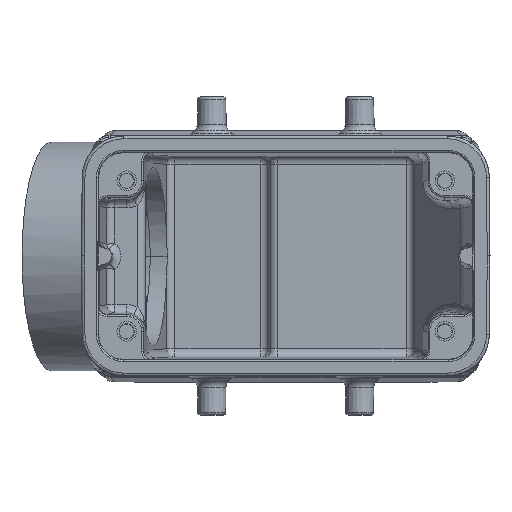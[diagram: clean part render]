
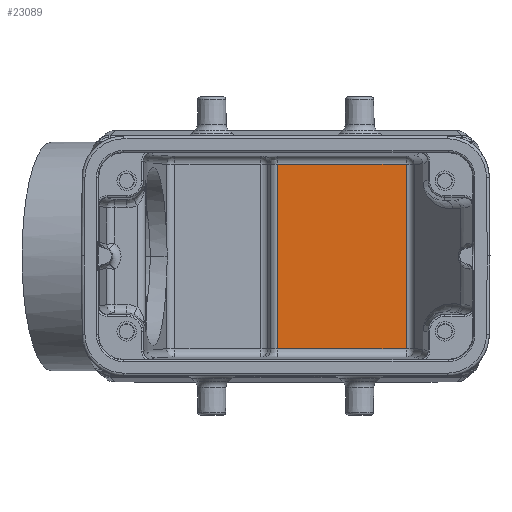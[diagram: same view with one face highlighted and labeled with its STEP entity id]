
A CAD part, top view. The second image highlights one B-rep face of the part: STEP entity #23089.
In plain terms, the highlighted planar face has unit normal (0, 0, 1).
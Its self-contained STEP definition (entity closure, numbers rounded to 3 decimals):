
#6063=DIRECTION('',(0.,1.,0.));
#6064=VECTOR('',#6063,33.092);
#6065=CARTESIAN_POINT('',(21.573,-16.546,-65.));
#6066=LINE('',#6065,#6064);
#6082=DIRECTION('',(-1.,0.,0.));
#6083=VECTOR('',#6082,23.067);
#6084=CARTESIAN_POINT('',(21.573,16.546,-65.));
#6085=LINE('',#6084,#6083);
#6094=DIRECTION('',(1.,0.,0.));
#6095=VECTOR('',#6094,23.067);
#6096=CARTESIAN_POINT('',(-1.493,-16.546,
-65.));
#6097=LINE('',#6096,#6095);
#6130=DIRECTION('',(0.,-1.,0.));
#6131=VECTOR('',#6130,33.092);
#6132=CARTESIAN_POINT('',(-1.493,16.546,
-65.));
#6133=LINE('',#6132,#6131);
#10606=CARTESIAN_POINT('',(21.573,-16.546,-65.));
#10607=VERTEX_POINT('',#10606);
#10609=CARTESIAN_POINT('',(21.573,16.546,-65.));
#10611=VERTEX_POINT('',#10609);
#10614=CARTESIAN_POINT('',(-1.493,16.546,
-65.));
#10615=VERTEX_POINT('',#10614);
#10618=CARTESIAN_POINT('',(-1.493,-16.546,
-65.));
#10619=VERTEX_POINT('',#10618);
#23076=CARTESIAN_POINT('',(22.724,-18.6,-65.));
#23077=DIRECTION('',(0.,0.,-1.));
#23078=DIRECTION('',(-1.,0.,0.));
#23079=AXIS2_PLACEMENT_3D('',#23076,#23077,#23078);
#23080=PLANE('',#23079);
#23082=ORIENTED_EDGE('',*,*,#23081,.F.);
#23084=ORIENTED_EDGE('',*,*,#23083,.F.);
#23085=ORIENTED_EDGE('',*,*,#23067,.F.);
#23086=ORIENTED_EDGE('',*,*,#23043,.F.);
#23087=EDGE_LOOP('',(#23082,#23084,#23085,#23086));
#23088=FACE_OUTER_BOUND('',#23087,.F.);
#23089=ADVANCED_FACE('',(#23088),#23080,.F.);
#23043=EDGE_CURVE('',#10607,#10611,#6066,.T.);
#23067=EDGE_CURVE('',#10611,#10615,#6085,.T.);
#23081=EDGE_CURVE('',#10619,#10607,#6097,.T.);
#23083=EDGE_CURVE('',#10615,#10619,#6133,.T.);
